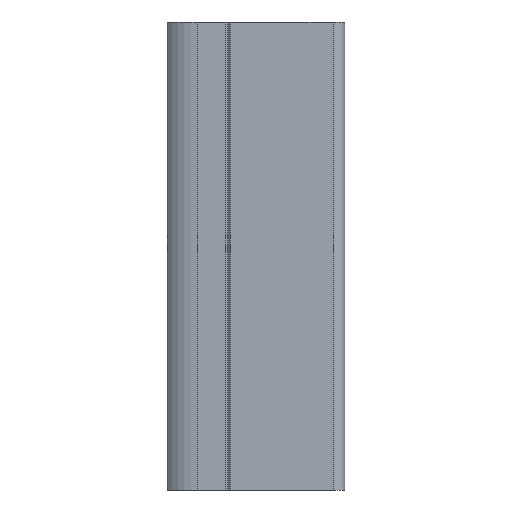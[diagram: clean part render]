
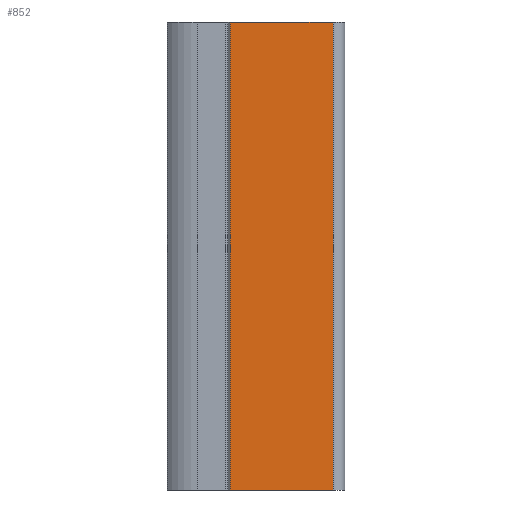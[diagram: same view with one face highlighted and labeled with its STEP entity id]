
A CAD part, left-side view. The second image highlights one B-rep face of the part: STEP entity #852.
In plain terms, the highlighted planar face has unit normal (-1, 0, 0).
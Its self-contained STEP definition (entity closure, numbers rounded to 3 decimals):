
#31=PLANE('',#952);
#69=FACE_OUTER_BOUND('',#114,.T.);
#114=EDGE_LOOP('',(#704,#705,#706,#707));
#198=LINE('',#1325,#282);
#234=LINE('',#1430,#318);
#235=LINE('',#1433,#319);
#236=LINE('',#1434,#320);
#282=VECTOR('',#1057,10.);
#318=VECTOR('',#1167,10.);
#319=VECTOR('',#1170,10.);
#320=VECTOR('',#1171,10.);
#377=VERTEX_POINT('',#1322);
#378=VERTEX_POINT('',#1324);
#410=VERTEX_POINT('',#1428);
#411=VERTEX_POINT('',#1432);
#469=EDGE_CURVE('',#377,#378,#198,.T.);
#522=EDGE_CURVE('',#377,#410,#234,.T.);
#523=EDGE_CURVE('',#411,#410,#235,.T.);
#524=EDGE_CURVE('',#378,#411,#236,.T.);
#704=ORIENTED_EDGE('',*,*,#522,.T.);
#705=ORIENTED_EDGE('',*,*,#523,.F.);
#706=ORIENTED_EDGE('',*,*,#524,.F.);
#707=ORIENTED_EDGE('',*,*,#469,.F.);
#852=ADVANCED_FACE('',(#69),#31,.T.);
#952=AXIS2_PLACEMENT_3D('',#1431,#1168,#1169);
#1057=DIRECTION('',(0.,1.,0.));
#1167=DIRECTION('',(0.,0.,1.));
#1168=DIRECTION('center_axis',(-1.,0.,0.));
#1169=DIRECTION('ref_axis',(0.,-1.,0.));
#1170=DIRECTION('',(0.,-1.,0.));
#1171=DIRECTION('',(0.,0.,1.));
#1322=CARTESIAN_POINT('',(-12.5,-10.,-50.));
#1324=CARTESIAN_POINT('',(-12.5,12.,-50.));
#1325=CARTESIAN_POINT('',(-12.5,12.,-50.));
#1428=CARTESIAN_POINT('',(-12.5,-10.,50.));
#1430=CARTESIAN_POINT('',(-12.5,-10.,0.));
#1431=CARTESIAN_POINT('Origin',(-12.5,12.,0.));
#1432=CARTESIAN_POINT('',(-12.5,12.,50.));
#1433=CARTESIAN_POINT('',(-12.5,12.,50.));
#1434=CARTESIAN_POINT('',(-12.5,12.,0.));
